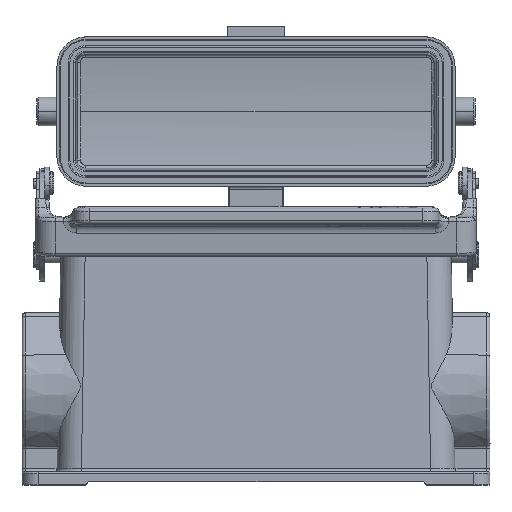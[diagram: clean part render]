
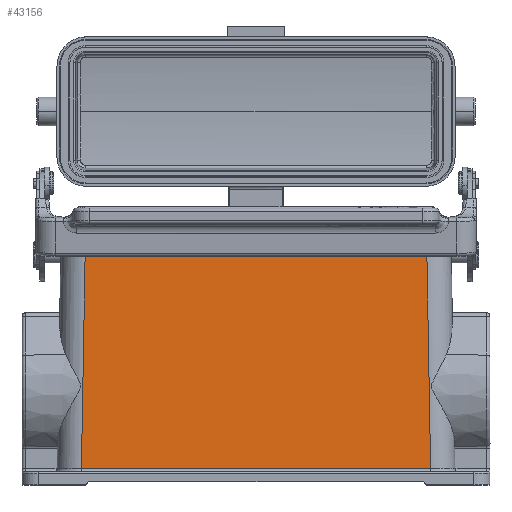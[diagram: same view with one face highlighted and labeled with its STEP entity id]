
A CAD part, top view. The second image highlights one B-rep face of the part: STEP entity #43156.
In plain terms, the highlighted planar face has unit normal (0, 0.018, 1).
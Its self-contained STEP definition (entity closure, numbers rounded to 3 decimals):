
#7829=DIRECTION('',(0.017,-1.,0.017));
#7830=VECTOR('',#7829,69.547);
#7831=CARTESIAN_POINT('',(125.51,74.509,-6.491));
#7832=LINE('',#7831,#7830);
#7833=DIRECTION('',(0.017,1.,-0.017));
#7834=VECTOR('',#7833,69.547);
#7835=CARTESIAN_POINT('',(19.277,4.983,-5.278));
#7836=LINE('',#7835,#7834);
#11096=DIRECTION('',(-1.,0.,0.));
#11097=VECTOR('',#11096,105.019);
#11098=CARTESIAN_POINT('',(125.51,74.509,
-6.491));
#11099=LINE('',#11098,#11097);
#11766=DIRECTION('',(1.,0.,0.));
#11767=VECTOR('',#11766,107.447);
#11768=CARTESIAN_POINT('',(19.277,4.983,
-5.278));
#11769=LINE('',#11768,#11767);
#24636=CARTESIAN_POINT('',(19.277,4.983,
-5.278));
#24637=CARTESIAN_POINT('',(20.49,74.509,
-6.491));
#24638=VERTEX_POINT('',#24636);
#24639=VERTEX_POINT('',#24637);
#24645=CARTESIAN_POINT('',(125.51,74.509,
-6.491));
#24646=CARTESIAN_POINT('',(126.723,4.983,
-5.278));
#24647=VERTEX_POINT('',#24645);
#24648=VERTEX_POINT('',#24646);
#43142=CARTESIAN_POINT('',(73.,39.746,
-5.885));
#43143=DIRECTION('',(0.,0.017,1.));
#43144=DIRECTION('',(0.,-1.,0.017));
#43145=AXIS2_PLACEMENT_3D('',#43142,#43143,#43144);
#43146=PLANE('',#43145);
#43148=ORIENTED_EDGE('',*,*,#43147,.T.);
#43150=ORIENTED_EDGE('',*,*,#43149,.F.);
#43151=ORIENTED_EDGE('',*,*,#43124,.T.);
#43153=ORIENTED_EDGE('',*,*,#43152,.F.);
#43154=EDGE_LOOP('',(#43148,#43150,#43151,#43153));
#43155=FACE_OUTER_BOUND('',#43154,.F.);
#43124=EDGE_CURVE('',#24638,#24639,#7836,.T.);
#43147=EDGE_CURVE('',#24647,#24648,#7832,.T.);
#43149=EDGE_CURVE('',#24638,#24648,#11769,.T.);
#43152=EDGE_CURVE('',#24647,#24639,#11099,.T.);
#43156=ADVANCED_FACE('',(#43155),#43146,.T.);
